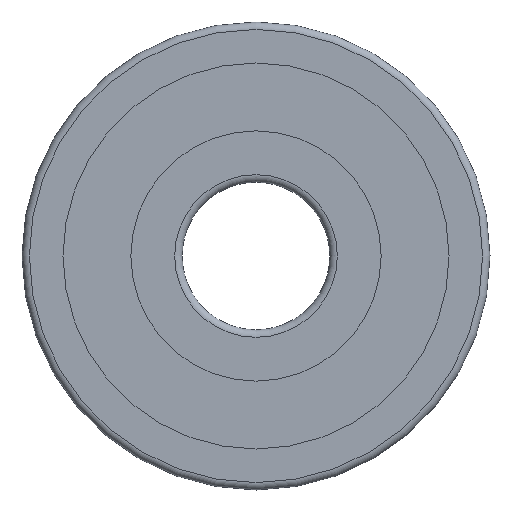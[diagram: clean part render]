
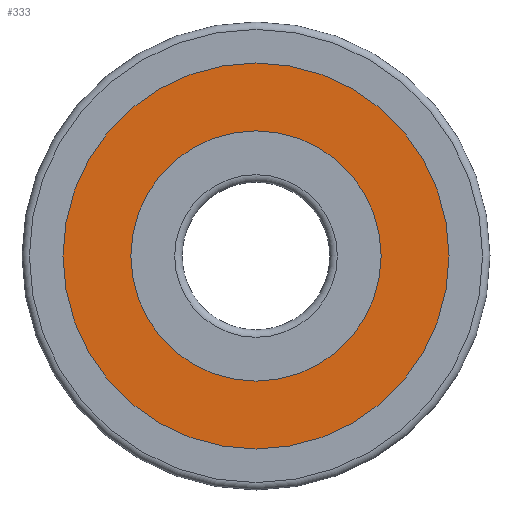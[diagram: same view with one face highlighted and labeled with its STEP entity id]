
A CAD part, left-side view. The second image highlights one B-rep face of the part: STEP entity #333.
In plain terms, the highlighted face is planar.
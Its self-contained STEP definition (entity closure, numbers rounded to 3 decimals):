
#130=ORIENTED_EDGE('',*,*,#153,.T.);
#131=ORIENTED_EDGE('',*,*,#155,.F.);
#153=EDGE_CURVE('',#177,#177,#202,.T.);
#155=EDGE_CURVE('',#179,#179,#204,.T.);
#177=VERTEX_POINT('',#630);
#179=VERTEX_POINT('',#636);
#202=CIRCLE('',#428,7.836);
#204=CIRCLE('',#432,5.08);
#251=EDGE_LOOP('',(#130));
#252=EDGE_LOOP('',(#131));
#299=FACE_BOUND('',#251,.T.);
#300=FACE_BOUND('',#252,.T.);
#309=PLANE('',#433);
#333=ADVANCED_FACE('',(#299,#300),#309,.T.);
#428=AXIS2_PLACEMENT_3D('',#629,#533,#534);
#432=AXIS2_PLACEMENT_3D('',#635,#541,#542);
#433=AXIS2_PLACEMENT_3D('',#637,#543,#544);
#533=DIRECTION('',(1.,0.,0.));
#534=DIRECTION('',(0.,0.,-1.));
#541=DIRECTION('',(1.,0.,0.));
#542=DIRECTION('',(0.,0.,-1.));
#543=DIRECTION('',(1.,0.,0.));
#544=DIRECTION('',(0.,0.,-1.));
#629=CARTESIAN_POINT('',(-0.033,0.,0.));
#630=CARTESIAN_POINT('',(-0.033,0.,-7.836));
#635=CARTESIAN_POINT('',(-0.033,0.,0.));
#636=CARTESIAN_POINT('',(-0.033,0.,-5.08));
#637=CARTESIAN_POINT('',(-0.033,5.08,0.));
